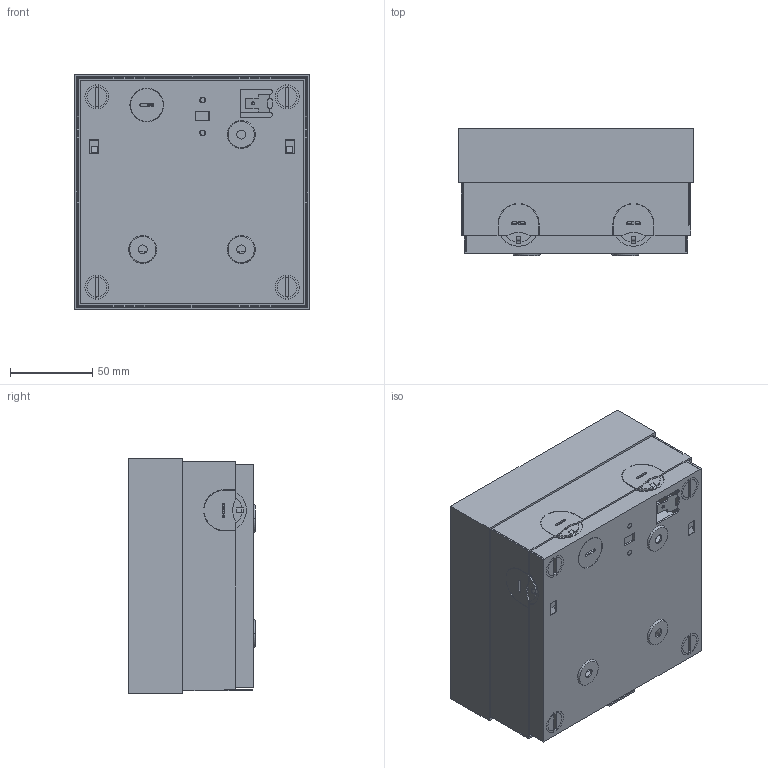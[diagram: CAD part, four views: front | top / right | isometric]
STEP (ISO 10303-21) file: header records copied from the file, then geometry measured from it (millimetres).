
FILE_DESCRIPTION (( 'STEP AP214' ), '1' );
FILE_NAME ('7368288.STEP', '2024-03-27T14:21:09', ( '' ), ( '' ), 'SwSTEP 2.0', 'SolidWorks 2022', '' );
FILE_SCHEMA (( 'AUTOMOTIVE_DESIGN' ));
Length unit declared in the file: millimetre
Products named in the file (33): 35104466_Standard; 05052808_Standard; 121661_39412572 (Edelstahl); 136471; 35011900_mit Selbstsichrungseinsatz; 044405_Standard; 172652_Blind; 172591_Blindnieten eingesetzt; 134251_Standard; 42576c_Standard; 044039_Standard; 172452_abgebogene Erdung -; 172533; 172571_Standard; 136932; 044046_Standard; 52058FJ_Standard; 172471_abgebogene Erdung -; 121678; 077656_Standard; 132893_39412596 (Griffbügel, VA); 033500_Einbausituation GE2; 121682; 172611; 172511; 121005_39412560 T1 (Edelstahl); 132772_Standard; 121679_39412574 (Edelstahl); 7368288; 35104390_Standard; 044679_Standard; 132892_39412594 (für Griffbügel, vernickelt); 132771_Standard
Assembly tree (47 placements, depth 4):
  7368288
    172471_abgebogene Erdung -
      172452_abgebogene Erdung -
      172511
    172591_Blindnieten eingesetzt
      172571_Standard
      121005_39412560 T1 (Edelstahl)
      033500_Einbausituation GE2  x4
    121682
      121661_39412572 (Edelstahl)
      121678
      121679_39412574 (Edelstahl)
        05052808_Standard
      132772_Standard
        132892_39412594 (für Griffbügel, vernickelt)
        132893_39412596 (Griffbügel, VA)
        132771_Standard
      35104390_Standard  x2
      42576c_Standard  x4
      35011900_mit Selbstsichrungseinsatz  x2
      134251_Standard
    136932
    136471
    172533
    172611
    172652_Blind
    52058FJ_Standard  x4
    35104466_Standard  x5
    044405_Standard
      044046_Standard
      077656_Standard
        044039_Standard
        044679_Standard
Bounding box: 143.5 x 77.3 x 143.5 mm (x, y, z)
Volume: 346246.7 mm3; surface area: 479945.2 mm2
Topology: 42 solids, 42 shells, 2504 faces, 7011 edges, 4588 vertices
Faces by surface type: plane 1748, cylinder 569, cone 117, bspline 25, sphere 24, torus 21
Entity records: 81133 total; most frequent: CARTESIAN_POINT 14475, ORIENTED_EDGE 12808, DIRECTION 12057, EDGE_CURVE 6404, LINE 4949, VECTOR 4949, VERTEX_POINT 4206, AXIS2_PLACEMENT_3D 3554
